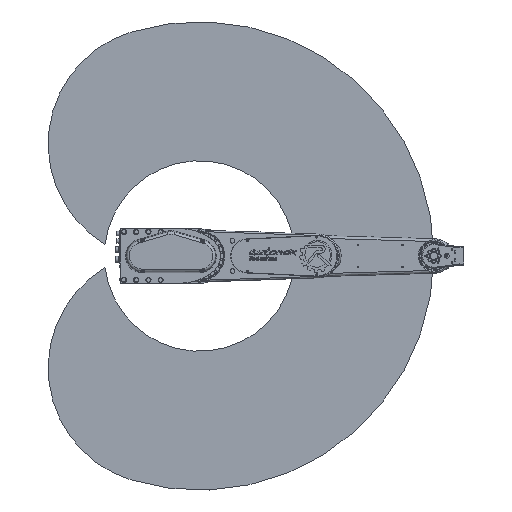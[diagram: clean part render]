
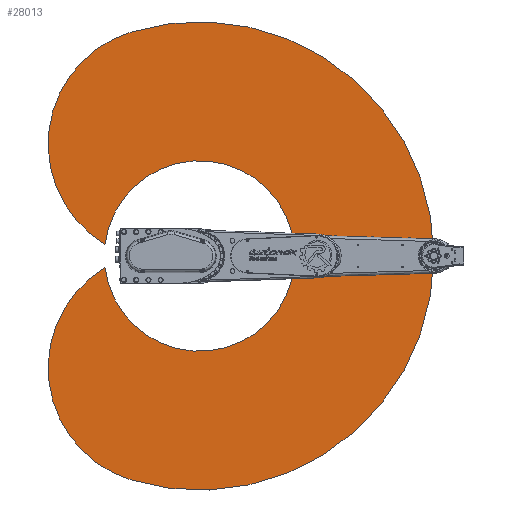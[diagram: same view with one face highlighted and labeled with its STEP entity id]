
A CAD part, top view. The second image highlights one B-rep face of the part: STEP entity #28013.
In plain terms, the highlighted face is planar.
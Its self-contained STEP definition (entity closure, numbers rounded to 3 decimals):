
#4470=PLANE('',#31433);
#7486=FACE_OUTER_BOUND('',#9972,.T.);
#9972=EDGE_LOOP('',(#24379,#24380,#24381,#24382));
#11527=CIRCLE('',#31434,900.);
#11528=CIRCLE('',#31435,450.);
#11529=CIRCLE('',#31436,366.063);
#11530=CIRCLE('',#31437,450.);
#13970=VERTEX_POINT('',#58117);
#13971=VERTEX_POINT('',#58118);
#13972=VERTEX_POINT('',#58120);
#13973=VERTEX_POINT('',#58122);
#17441=EDGE_CURVE('',#13970,#13971,#11527,.T.);
#17442=EDGE_CURVE('',#13971,#13972,#11528,.T.);
#17443=EDGE_CURVE('',#13972,#13973,#11529,.T.);
#17444=EDGE_CURVE('',#13973,#13970,#11530,.T.);
#24379=ORIENTED_EDGE('',*,*,#17441,.T.);
#24380=ORIENTED_EDGE('',*,*,#17442,.T.);
#24381=ORIENTED_EDGE('',*,*,#17443,.T.);
#24382=ORIENTED_EDGE('',*,*,#17444,.T.);
#28013=ADVANCED_FACE('',(#7486),#4470,.F.);
#31433=AXIS2_PLACEMENT_3D('',#58116,#39358,#39359);
#31434=AXIS2_PLACEMENT_3D('',#58119,#39360,#39361);
#31435=AXIS2_PLACEMENT_3D('',#58121,#39362,#39363);
#31436=AXIS2_PLACEMENT_3D('',#58123,#39364,#39365);
#31437=AXIS2_PLACEMENT_3D('',#58124,#39366,#39367);
#39358=DIRECTION('center_axis',(0.,0.,1.));
#39359=DIRECTION('ref_axis',(1.,0.,0.));
#39360=DIRECTION('center_axis',(0.,0.,-1.));
#39361=DIRECTION('ref_axis',(0.292,0.956,0.));
#39362=DIRECTION('center_axis',(0.,0.,-1.));
#39363=DIRECTION('ref_axis',(0.515,-0.857,0.));
#39364=DIRECTION('center_axis',(0.,0.,1.));
#39365=DIRECTION('ref_axis',(-0.993,-0.122,0.));
#39366=DIRECTION('center_axis',(0.,0.,-1.));
#39367=DIRECTION('ref_axis',(0.292,-0.956,0.));
#58116=CARTESIAN_POINT('Origin',(75.158,0.,
-0.5));
#58117=CARTESIAN_POINT('',(-263.135,860.674,-0.5));
#58118=CARTESIAN_POINT('',(-263.135,-860.674,-0.5));
#58119=CARTESIAN_POINT('Origin',(0.,0.,-0.5));
#58120=CARTESIAN_POINT('',(-363.334,-44.612,-0.5));
#58121=CARTESIAN_POINT('Origin',(-131.567,-430.337,-0.5));
#58122=CARTESIAN_POINT('',(-363.334,44.612,-0.5));
#58123=CARTESIAN_POINT('Origin',(0.,0.,-0.5));
#58124=CARTESIAN_POINT('Origin',(-131.567,430.337,-0.5));
